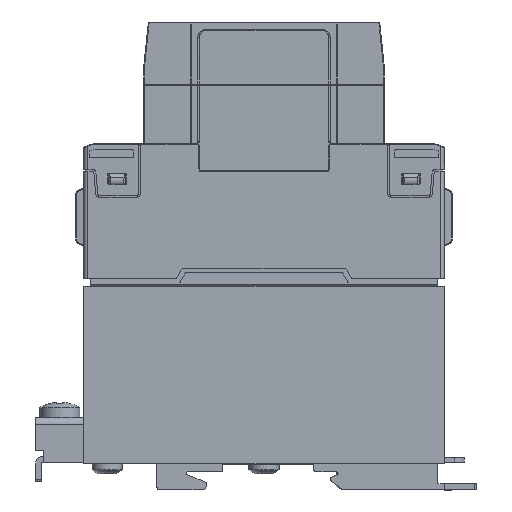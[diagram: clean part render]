
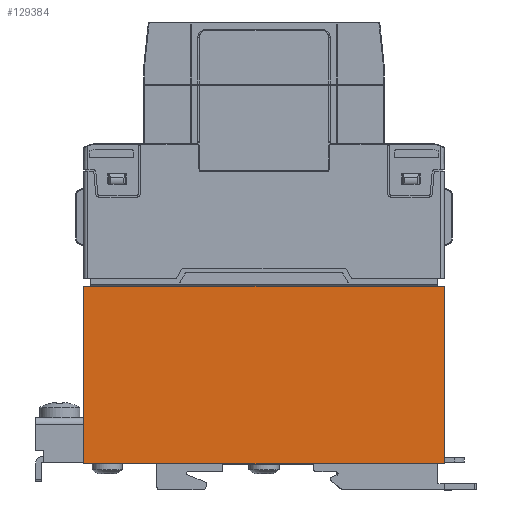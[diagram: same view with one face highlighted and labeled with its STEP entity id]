
A CAD part, left-side view. The second image highlights one B-rep face of the part: STEP entity #129384.
In plain terms, the highlighted planar face has unit normal (-1, 0, 0).
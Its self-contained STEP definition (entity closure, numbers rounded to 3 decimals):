
#127883=CARTESIAN_POINT('',(-26.75,45.,2.1));
#127884=VERTEX_POINT('',#127883);
#127891=CARTESIAN_POINT('',(-26.75,45.,46.4));
#127892=VERTEX_POINT('',#127891);
#127893=CARTESIAN_POINT('',(-26.75,45.,46.4));
#127894=DIRECTION('',(0.0,0.0,-1.0));
#127895=VECTOR('',#127894,44.3);
#127896=LINE('',#127893,#127895);
#127897=EDGE_CURVE('',#127892,#127884,#127896,.T.);
#128155=CARTESIAN_POINT('',(-26.75,-45.,46.4));
#128156=VERTEX_POINT('',#128155);
#128163=CARTESIAN_POINT('',(-26.75,-45.,2.1));
#128164=VERTEX_POINT('',#128163);
#128165=CARTESIAN_POINT('',(-26.75,-45.,46.4));
#128166=DIRECTION('',(0.0,0.0,-1.0));
#128167=VECTOR('',#128166,44.3);
#128168=LINE('',#128165,#128167);
#128169=EDGE_CURVE('',#128156,#128164,#128168,.T.);
#128942=CARTESIAN_POINT('',(-26.75,-45.,2.1));
#128943=DIRECTION('',(0.0,1.0,0.0));
#128944=VECTOR('',#128943,90.);
#128945=LINE('',#128942,#128944);
#128946=EDGE_CURVE('',#127884,#128164,#128945,.F.);
#129368=CARTESIAN_POINT('',(-26.75,-45.,46.4));
#129369=DIRECTION('',(-1.0,0.0,0.0));
#129370=DIRECTION('',(0.0,0.0,1.0));
#129371=AXIS2_PLACEMENT_3D('',#129368,#129369,#129370);
#129372=PLANE('',#129371);
#129373=ORIENTED_EDGE('',*,*,#128169,.F.);
#129374=CARTESIAN_POINT('',(-26.75,-45.,46.4));
#129375=DIRECTION('',(0.0,1.0,0.0));
#129376=VECTOR('',#129375,90.);
#129377=LINE('',#129374,#129376);
#129378=EDGE_CURVE('',#128156,#127892,#129377,.T.);
#129379=ORIENTED_EDGE('',*,*,#129378,.T.);
#129380=ORIENTED_EDGE('',*,*,#127897,.T.);
#129381=ORIENTED_EDGE('',*,*,#128946,.T.);
#129382=EDGE_LOOP('',(#129373,#129379,#129380,#129381));
#129383=FACE_OUTER_BOUND('',#129382,.T.);
#129384=ADVANCED_FACE('',(#129383),#129372,.T.);
